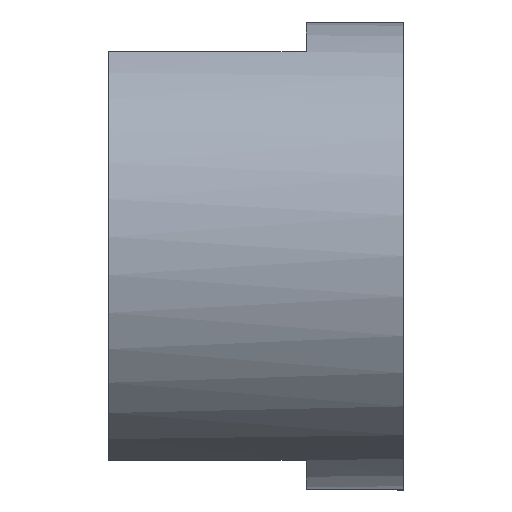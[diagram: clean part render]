
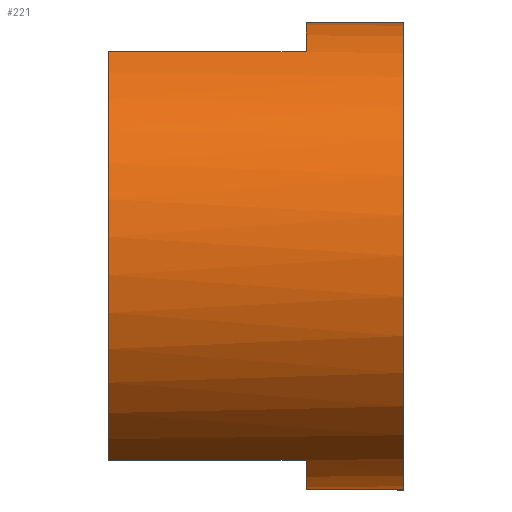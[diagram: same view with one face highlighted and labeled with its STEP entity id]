
A CAD part, left-side view. The second image highlights one B-rep face of the part: STEP entity #221.
In plain terms, the highlighted cylindrical face has radius 7.938 mm (diameter 15.875 mm), a partial arc.
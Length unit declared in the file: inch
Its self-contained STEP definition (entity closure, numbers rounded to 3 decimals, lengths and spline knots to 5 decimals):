
#1 = DIRECTION ( 'NONE',  ( 0., 0., 1. ) ) ;
#22 = EDGE_CURVE ( 'NONE', #126, #315, #439, .T. ) ;
#23 = ORIENTED_EDGE ( 'NONE', *, *, #389, .T. ) ;
#25 = CIRCLE ( 'NONE', #517, 0.3125 ) ;
#34 = CARTESIAN_POINT ( 'NONE',  ( -0.685, 0.3937, 0.3125 ) ) ;
#48 = DIRECTION ( 'NONE',  ( 0., 0., -1. ) ) ;
#53 = CARTESIAN_POINT ( 'NONE',  ( -0.685, 0.13, -0.3125 ) ) ;
#56 = DIRECTION ( 'NONE',  ( 0., 1., 0. ) ) ;
#59 = VECTOR ( 'NONE', #491, 39.37008 ) ;
#82 = ORIENTED_EDGE ( 'NONE', *, *, #500, .T. ) ;
#85 = ORIENTED_EDGE ( 'NONE', *, *, #413, .F. ) ;
#102 = DIRECTION ( 'NONE',  ( 0., -1., 0. ) ) ;
#108 = EDGE_CURVE ( 'NONE', #456, #615, #196, .T. ) ;
#109 = CARTESIAN_POINT ( 'NONE',  ( -0.685, 0.3937, -0.3125 ) ) ;
#114 = EDGE_CURVE ( 'NONE', #425, #419, #25, .T. ) ;
#120 = AXIS2_PLACEMENT_3D ( 'NONE', #171, #262, #453 ) ;
#121 = CARTESIAN_POINT ( 'NONE',  ( -0.83708, 0.3937, -0.273 ) ) ;
#126 = VERTEX_POINT ( 'NONE', #545 ) ;
#131 = DIRECTION ( 'NONE',  ( 0., 1., 0. ) ) ;
#171 = CARTESIAN_POINT ( 'NONE',  ( -0.685, 0.3937, 0. ) ) ;
#177 = CYLINDRICAL_SURFACE ( 'NONE', #120, 0.3125 ) ;
#192 = EDGE_LOOP ( 'NONE', ( #214, #82, #85, #629, #555, #23, #228, #201 ) ) ;
#196 = CIRCLE ( 'NONE', #264, 0.3125 ) ;
#201 = ORIENTED_EDGE ( 'NONE', *, *, #514, .F. ) ;
#206 = VECTOR ( 'NONE', #482, 39.37008 ) ;
#208 = CARTESIAN_POINT ( 'NONE',  ( -0.685, 0.3937, 0. ) ) ;
#214 = ORIENTED_EDGE ( 'NONE', *, *, #108, .T. ) ;
#221 = ADVANCED_FACE ( 'NONE', ( #506 ), #177, .T. ) ;
#223 = AXIS2_PLACEMENT_3D ( 'NONE', #208, #56, #1 ) ;
#224 = VERTEX_POINT ( 'NONE', #312 ) ;
#228 = ORIENTED_EDGE ( 'NONE', *, *, #22, .T. ) ;
#234 = DIRECTION ( 'NONE',  ( 0., -1., 0. ) ) ;
#235 = EDGE_CURVE ( 'NONE', #261, #425, #308, .T. ) ;
#241 = CARTESIAN_POINT ( 'NONE',  ( -0.685, 0., 0. ) ) ;
#242 = LINE ( 'NONE', #34, #531 ) ;
#245 = CARTESIAN_POINT ( 'NONE',  ( -0.685, 0.13, 0.3125 ) ) ;
#249 = CARTESIAN_POINT ( 'NONE',  ( -0.83708, 0.13, -0.273 ) ) ;
#251 = CARTESIAN_POINT ( 'NONE',  ( -0.685, 0.13, 0. ) ) ;
#261 = VERTEX_POINT ( 'NONE', #121 ) ;
#262 = DIRECTION ( 'NONE',  ( 0., -1., 0. ) ) ;
#264 = AXIS2_PLACEMENT_3D ( 'NONE', #251, #102, #295 ) ;
#281 = LINE ( 'NONE', #564, #206 ) ;
#295 = DIRECTION ( 'NONE',  ( 0., 0., -1. ) ) ;
#308 = LINE ( 'NONE', #352, #636 ) ;
#312 = CARTESIAN_POINT ( 'NONE',  ( -0.83708, 0.3937, 0.273 ) ) ;
#315 = VERTEX_POINT ( 'NONE', #563 ) ;
#339 = CARTESIAN_POINT ( 'NONE',  ( -0.685, 0.13, 0. ) ) ;
#346 = DIRECTION ( 'NONE',  ( 0., -1., 0. ) ) ;
#351 = CIRCLE ( 'NONE', #223, 0.3125 ) ;
#352 = CARTESIAN_POINT ( 'NONE',  ( -0.83708, 0.3937, -0.273 ) ) ;
#389 = EDGE_CURVE ( 'NONE', #419, #126, #587, .T. ) ;
#413 = EDGE_CURVE ( 'NONE', #261, #224, #351, .T. ) ;
#419 = VERTEX_POINT ( 'NONE', #53 ) ;
#425 = VERTEX_POINT ( 'NONE', #249 ) ;
#429 = DIRECTION ( 'NONE',  ( 0., 0., 1. ) ) ;
#439 = CIRCLE ( 'NONE', #526, 0.3125 ) ;
#453 = DIRECTION ( 'NONE',  ( 0., 0., -1. ) ) ;
#456 = VERTEX_POINT ( 'NONE', #245 ) ;
#463 = DIRECTION ( 'NONE',  ( 0., -1., 0. ) ) ;
#482 = DIRECTION ( 'NONE',  ( 0., 1., 0. ) ) ;
#491 = DIRECTION ( 'NONE',  ( 0., -1., 0. ) ) ;
#500 = EDGE_CURVE ( 'NONE', #615, #224, #281, .T. ) ;
#506 = FACE_OUTER_BOUND ( 'NONE', #192, .T. ) ;
#514 = EDGE_CURVE ( 'NONE', #456, #315, #242, .T. ) ;
#517 = AXIS2_PLACEMENT_3D ( 'NONE', #339, #346, #48 ) ;
#526 = AXIS2_PLACEMENT_3D ( 'NONE', #241, #131, #429 ) ;
#531 = VECTOR ( 'NONE', #234, 39.37008 ) ;
#535 = CARTESIAN_POINT ( 'NONE',  ( -0.83708, 0.13, 0.273 ) ) ;
#545 = CARTESIAN_POINT ( 'NONE',  ( -0.685, 0., -0.3125 ) ) ;
#555 = ORIENTED_EDGE ( 'NONE', *, *, #114, .T. ) ;
#563 = CARTESIAN_POINT ( 'NONE',  ( -0.685, 0., 0.3125 ) ) ;
#564 = CARTESIAN_POINT ( 'NONE',  ( -0.83708, 0.3937, 0.273 ) ) ;
#587 = LINE ( 'NONE', #109, #59 ) ;
#615 = VERTEX_POINT ( 'NONE', #535 ) ;
#629 = ORIENTED_EDGE ( 'NONE', *, *, #235, .T. ) ;
#636 = VECTOR ( 'NONE', #463, 39.37008 ) ;
